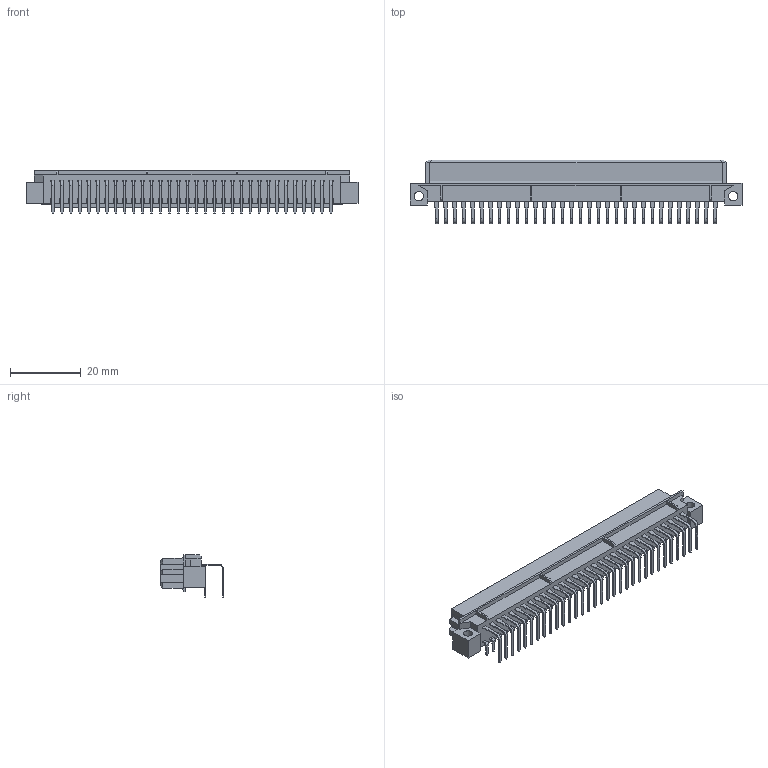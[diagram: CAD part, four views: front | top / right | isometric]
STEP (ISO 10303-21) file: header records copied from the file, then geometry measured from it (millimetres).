
FILE_DESCRIPTION(/* description */ (''),/* implementation_level */ '2;1');
FILE_NAME(/* name */ '101037538ugm000_a.stp',/* time_stamp */ '2022-11-10T09:00:40+01:00',/* author */ (''),/* organization */ (''),/* preprocessor_version */ 'ST-DEVELOPER v16.7',/* originating_system */ 'SIEMENS PLM Software NX 1911',/* authorisation */ '');
FILE_SCHEMA (('AUTOMOTIVE_DESIGN { 1 0 10303 214 3 1 1 1 }'));
Products named in the file (1): 101037538ugm000_a
Bounding box: 93.9 x 17.92 x 12.08 mm (x, y, z)
Volume: 8437.7 mm3; surface area: 5853.7 mm2
Topology: 1 solids, 1 shells, 1530 faces, 4090 edges, 2723 vertices
Faces by surface type: plane 1336, cylinder 194
Full cylindrical faces by diameter (mm): 2.57 x2
Entity records: 58529 total; most frequent: CARTESIAN_POINT 10646, ORIENTED_EDGE 8176, DIRECTION 6770, EDGE_CURVE 4088, LINE 2932, VECTOR 2932, VERTEX_POINT 2722, AXIS2_PLACEMENT_3D 1919
